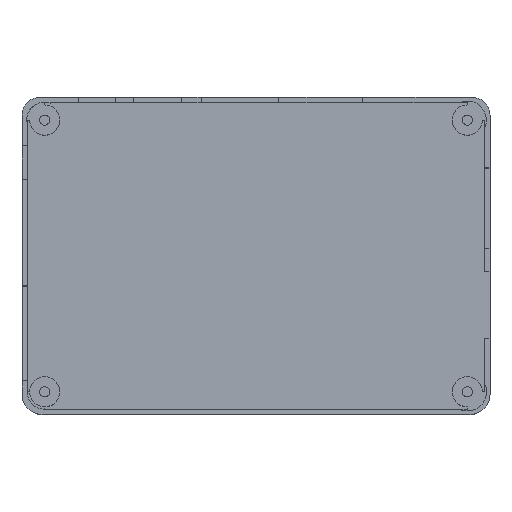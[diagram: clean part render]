
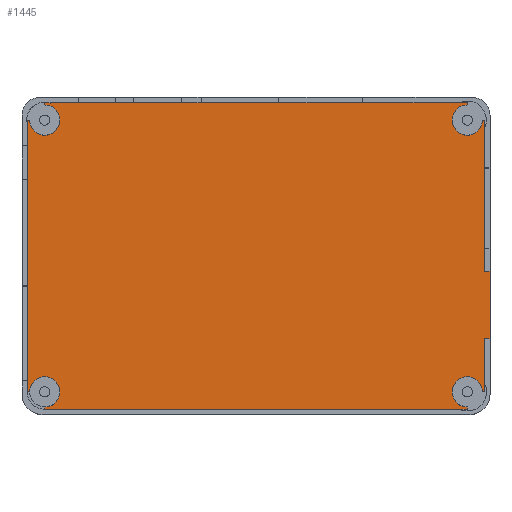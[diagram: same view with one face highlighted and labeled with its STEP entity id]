
A CAD part, top view. The second image highlights one B-rep face of the part: STEP entity #1445.
In plain terms, the highlighted planar face has unit normal (0, 0, 1).
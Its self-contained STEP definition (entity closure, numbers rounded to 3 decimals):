
#39=FACE_OUTER_BOUND('',#118,.T.);
#118=EDGE_LOOP('',(#952,#953,#954,#955,#956,#957,#958,#959,#960,#961,#962,
#963,#964,#965,#966,#967,#968,#969,#970,#971));
#201=CIRCLE('',#1540,3.);
#202=CIRCLE('',#1541,3.);
#203=CIRCLE('',#1542,3.);
#204=CIRCLE('',#1543,3.);
#237=LINE('',#2075,#416);
#238=LINE('',#2077,#417);
#239=LINE('',#2079,#418);
#240=LINE('',#2081,#419);
#241=LINE('',#2085,#420);
#242=LINE('',#2087,#421);
#243=LINE('',#2089,#422);
#244=LINE('',#2093,#423);
#245=LINE('',#2095,#424);
#246=LINE('',#2097,#425);
#247=LINE('',#2101,#426);
#248=LINE('',#2103,#427);
#249=LINE('',#2105,#428);
#250=LINE('',#2109,#429);
#251=LINE('',#2111,#430);
#252=LINE('',#2112,#431);
#416=VECTOR('',#1661,10.);
#417=VECTOR('',#1662,10.);
#418=VECTOR('',#1663,10.);
#419=VECTOR('',#1664,10.);
#420=VECTOR('',#1667,10.);
#421=VECTOR('',#1668,10.);
#422=VECTOR('',#1669,10.);
#423=VECTOR('',#1672,10.);
#424=VECTOR('',#1673,10.);
#425=VECTOR('',#1674,10.);
#426=VECTOR('',#1677,10.);
#427=VECTOR('',#1678,10.);
#428=VECTOR('',#1679,10.);
#429=VECTOR('',#1682,10.);
#430=VECTOR('',#1683,10.);
#431=VECTOR('',#1684,10.);
#595=VERTEX_POINT('',#2073);
#596=VERTEX_POINT('',#2074);
#597=VERTEX_POINT('',#2076);
#598=VERTEX_POINT('',#2078);
#599=VERTEX_POINT('',#2080);
#600=VERTEX_POINT('',#2082);
#601=VERTEX_POINT('',#2084);
#602=VERTEX_POINT('',#2086);
#603=VERTEX_POINT('',#2088);
#604=VERTEX_POINT('',#2090);
#605=VERTEX_POINT('',#2092);
#606=VERTEX_POINT('',#2094);
#607=VERTEX_POINT('',#2096);
#608=VERTEX_POINT('',#2098);
#609=VERTEX_POINT('',#2100);
#610=VERTEX_POINT('',#2102);
#611=VERTEX_POINT('',#2104);
#612=VERTEX_POINT('',#2106);
#613=VERTEX_POINT('',#2108);
#614=VERTEX_POINT('',#2110);
#737=EDGE_CURVE('',#595,#596,#237,.T.);
#738=EDGE_CURVE('',#597,#596,#238,.T.);
#739=EDGE_CURVE('',#597,#598,#239,.T.);
#740=EDGE_CURVE('',#598,#599,#240,.T.);
#741=EDGE_CURVE('',#600,#599,#201,.T.);
#742=EDGE_CURVE('',#600,#601,#241,.T.);
#743=EDGE_CURVE('',#601,#602,#242,.T.);
#744=EDGE_CURVE('',#602,#603,#243,.T.);
#745=EDGE_CURVE('',#604,#603,#202,.T.);
#746=EDGE_CURVE('',#604,#605,#244,.T.);
#747=EDGE_CURVE('',#605,#606,#245,.T.);
#748=EDGE_CURVE('',#607,#606,#246,.T.);
#749=EDGE_CURVE('',#608,#607,#203,.T.);
#750=EDGE_CURVE('',#609,#608,#247,.T.);
#751=EDGE_CURVE('',#610,#609,#248,.T.);
#752=EDGE_CURVE('',#611,#610,#249,.T.);
#753=EDGE_CURVE('',#612,#611,#204,.T.);
#754=EDGE_CURVE('',#613,#612,#250,.T.);
#755=EDGE_CURVE('',#614,#613,#251,.T.);
#756=EDGE_CURVE('',#595,#614,#252,.T.);
#952=ORIENTED_EDGE('',*,*,#737,.T.);
#953=ORIENTED_EDGE('',*,*,#738,.F.);
#954=ORIENTED_EDGE('',*,*,#739,.T.);
#955=ORIENTED_EDGE('',*,*,#740,.T.);
#956=ORIENTED_EDGE('',*,*,#741,.F.);
#957=ORIENTED_EDGE('',*,*,#742,.T.);
#958=ORIENTED_EDGE('',*,*,#743,.T.);
#959=ORIENTED_EDGE('',*,*,#744,.T.);
#960=ORIENTED_EDGE('',*,*,#745,.F.);
#961=ORIENTED_EDGE('',*,*,#746,.T.);
#962=ORIENTED_EDGE('',*,*,#747,.T.);
#963=ORIENTED_EDGE('',*,*,#748,.F.);
#964=ORIENTED_EDGE('',*,*,#749,.F.);
#965=ORIENTED_EDGE('',*,*,#750,.F.);
#966=ORIENTED_EDGE('',*,*,#751,.F.);
#967=ORIENTED_EDGE('',*,*,#752,.F.);
#968=ORIENTED_EDGE('',*,*,#753,.F.);
#969=ORIENTED_EDGE('',*,*,#754,.F.);
#970=ORIENTED_EDGE('',*,*,#755,.F.);
#971=ORIENTED_EDGE('',*,*,#756,.F.);
#1382=PLANE('',#1539);
#1445=ADVANCED_FACE('',(#39),#1382,.F.);
#1539=AXIS2_PLACEMENT_3D('',#2072,#1659,#1660);
#1540=AXIS2_PLACEMENT_3D('',#2083,#1665,#1666);
#1541=AXIS2_PLACEMENT_3D('',#2091,#1670,#1671);
#1542=AXIS2_PLACEMENT_3D('',#2099,#1675,#1676);
#1543=AXIS2_PLACEMENT_3D('',#2107,#1680,#1681);
#1659=DIRECTION('center_axis',(0.,0.,-1.));
#1660=DIRECTION('ref_axis',(1.,0.,0.));
#1661=DIRECTION('',(0.,1.,0.));
#1662=DIRECTION('',(1.,0.,0.));
#1663=DIRECTION('',(0.,1.,0.));
#1664=DIRECTION('',(-1.,0.,0.));
#1665=DIRECTION('center_axis',(0.,0.,1.));
#1666=DIRECTION('ref_axis',(1.,0.,0.));
#1667=DIRECTION('',(0.,1.,0.));
#1668=DIRECTION('',(-1.,0.,0.));
#1669=DIRECTION('',(0.,-1.,0.));
#1670=DIRECTION('center_axis',(0.,0.,1.));
#1671=DIRECTION('ref_axis',(1.,0.,0.));
#1672=DIRECTION('',(-1.,0.,0.));
#1673=DIRECTION('',(0.,-1.,0.));
#1674=DIRECTION('',(-1.,0.,0.));
#1675=DIRECTION('center_axis',(0.,0.,1.));
#1676=DIRECTION('ref_axis',(1.,0.,0.));
#1677=DIRECTION('',(0.,1.,0.));
#1678=DIRECTION('',(-1.,0.,0.));
#1679=DIRECTION('',(0.,-1.,0.));
#1680=DIRECTION('center_axis',(0.,0.,1.));
#1681=DIRECTION('ref_axis',(1.,0.,0.));
#1682=DIRECTION('',(-1.,0.,0.));
#1683=DIRECTION('',(0.,-1.,0.));
#1684=DIRECTION('',(-1.,0.,0.));
#2072=CARTESIAN_POINT('Origin',(1.024,1.434,12.));
#2073=CARTESIAN_POINT('',(46.5,-16.5,12.));
#2074=CARTESIAN_POINT('',(46.5,-3.,12.));
#2075=CARTESIAN_POINT('',(46.5,-13.033,12.));
#2076=CARTESIAN_POINT('',(45.5,-3.,12.));
#2077=CARTESIAN_POINT('',(23.25,-3.,12.));
#2078=CARTESIAN_POINT('',(45.5,27.,12.));
#2079=CARTESIAN_POINT('',(45.5,0.5,12.));
#2080=CARTESIAN_POINT('',(45.,27.,12.));
#2081=CARTESIAN_POINT('',(22.5,27.,12.));
#2082=CARTESIAN_POINT('',(42.,30.,12.));
#2083=CARTESIAN_POINT('Origin',(42.,27.,12.));
#2084=CARTESIAN_POINT('',(42.,30.5,12.));
#2085=CARTESIAN_POINT('',(42.,15.,12.));
#2086=CARTESIAN_POINT('',(-42.,30.5,12.));
#2087=CARTESIAN_POINT('',(-22.5,30.5,12.));
#2088=CARTESIAN_POINT('',(-42.,30.,12.));
#2089=CARTESIAN_POINT('',(-42.,15.,12.));
#2090=CARTESIAN_POINT('',(-45.,27.,12.));
#2091=CARTESIAN_POINT('Origin',(-42.,27.,12.));
#2092=CARTESIAN_POINT('',(-45.5,27.,12.));
#2093=CARTESIAN_POINT('',(-22.5,27.,12.));
#2094=CARTESIAN_POINT('',(-45.5,-27.,12.));
#2095=CARTESIAN_POINT('',(-45.5,-15.,12.));
#2096=CARTESIAN_POINT('',(-45.,-27.,12.));
#2097=CARTESIAN_POINT('',(-22.5,-27.,12.));
#2098=CARTESIAN_POINT('',(-42.,-30.,12.));
#2099=CARTESIAN_POINT('Origin',(-42.,-27.,12.));
#2100=CARTESIAN_POINT('',(-42.,-30.5,12.));
#2101=CARTESIAN_POINT('',(-42.,-24.375,12.));
#2102=CARTESIAN_POINT('',(42.,-30.5,12.));
#2103=CARTESIAN_POINT('',(22.5,-30.5,12.));
#2104=CARTESIAN_POINT('',(42.,-30.,12.));
#2105=CARTESIAN_POINT('',(42.,-24.375,12.));
#2106=CARTESIAN_POINT('',(45.,-27.,12.));
#2107=CARTESIAN_POINT('Origin',(42.,-27.,12.));
#2108=CARTESIAN_POINT('',(45.5,-27.,12.));
#2109=CARTESIAN_POINT('',(22.5,-27.,12.));
#2110=CARTESIAN_POINT('',(45.5,-16.5,12.));
#2111=CARTESIAN_POINT('',(45.5,5.625,12.));
#2112=CARTESIAN_POINT('',(23.25,-16.5,12.));
